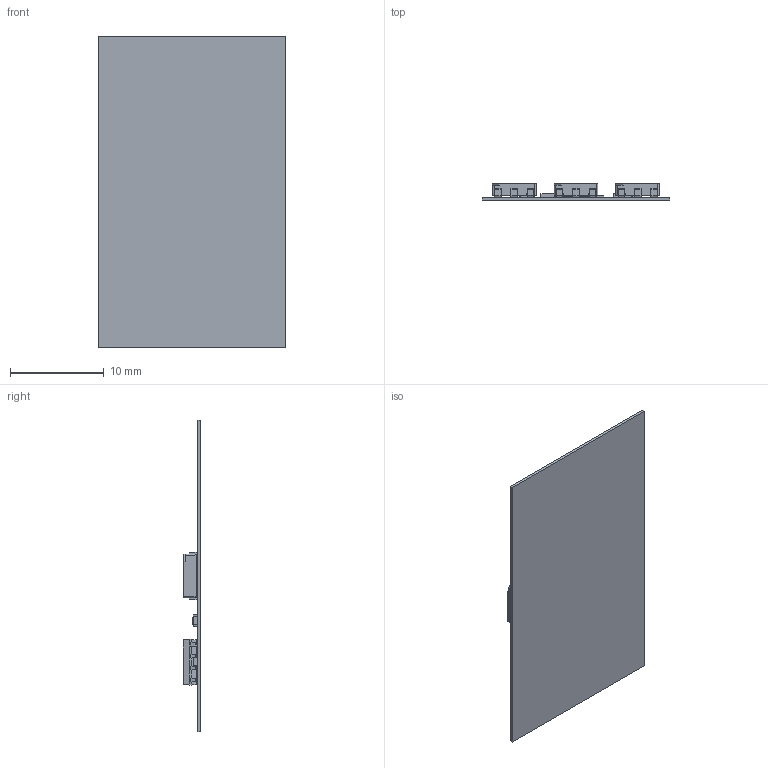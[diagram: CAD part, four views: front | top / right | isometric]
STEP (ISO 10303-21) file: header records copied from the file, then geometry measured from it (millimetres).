
FILE_DESCRIPTION((''),'2;1');
FILE_NAME('LS-12V-90-W20-WS2811_ASM','2020-08-16T',('Administrator'),(''),'PRO/ENGINEER BY PARAMETRIC TECHNOLOGY CORPORATION, 2011310','PRO/ENGINEER BY PARAMETRIC TECHNOLOGY CORPORATION, 2011310','');
FILE_SCHEMA(('AUTOMOTIVE_DESIGN_CC2 { 1 2 10303 214 -1 1 5 2 }'));
Length unit declared in the file: millimetre
Products named in the file (18): LS-12V-90-W20-WS2811_PLATE; LS-12V-90-W20-WS2811_PADS; LED_CHIP_5050_BASE; LED_CHIP_5050_CHIP; LED_CHIP_5050_SLICONE; LED_CHIP_5050_ELETRODE; LED_CHIP_5050_ASM; SOP8_MODEL_PIN5TO8; SOP8_MODEL_SOP8_BO; SOP8_MODEL_ASM; R0805-1; R0805_2; R0805_ASM; C0603; R0603-1; R0603_2; R0603_ASM; LS-12V-90-W20-WS2811_ASM
Assembly tree (33 placements, depth 3):
  LS-12V-90-W20-WS2811_ASM
    LS-12V-90-W20-WS2811_PLATE
    LS-12V-90-W20-WS2811_PADS
    LED_CHIP_5050_ASM  x3
      LED_CHIP_5050_BASE
      LED_CHIP_5050_CHIP
      LED_CHIP_5050_SLICONE
      LED_CHIP_5050_ELETRODE
    SOP8_MODEL_ASM
      SOP8_MODEL_PIN5TO8  x8
      SOP8_MODEL_SOP8_BO
    R0805_ASM
      R0805-1
      R0805_2
    C0603
    R0603_ASM  x3
      R0603-1
      R0603_2
Bounding box: 20 x 1.86 x 33.3 mm (x, y, z)
Volume: 327.6 mm3; surface area: 2179 mm2
Topology: 94 solids, 94 shells, 1670 faces, 3988 edges, 2584 vertices
Faces by surface type: plane 1139, cylinder 425, torus 54, sphere 40, cone 6, bspline 6
Entity records: 31008 total; most frequent: DIRECTION 4349, CARTESIAN_POINT 4186, ORIENTED_EDGE 3850, EDGE_CURVE 1925, PRESENTATION_STYLE_ASSIGNMENT 1714, STYLED_ITEM 1627, AXIS2_PLACEMENT_3D 1496, CURVE_STYLE 1373
